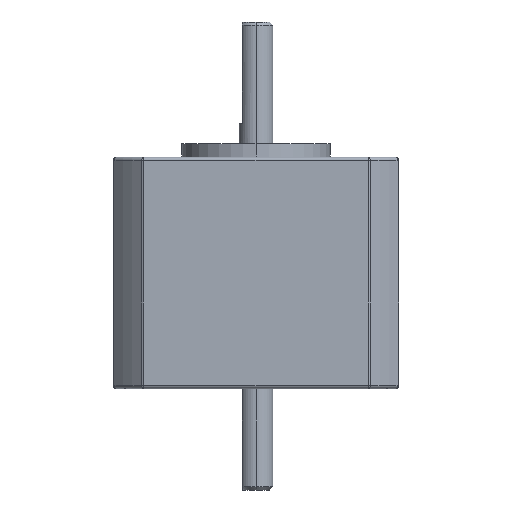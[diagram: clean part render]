
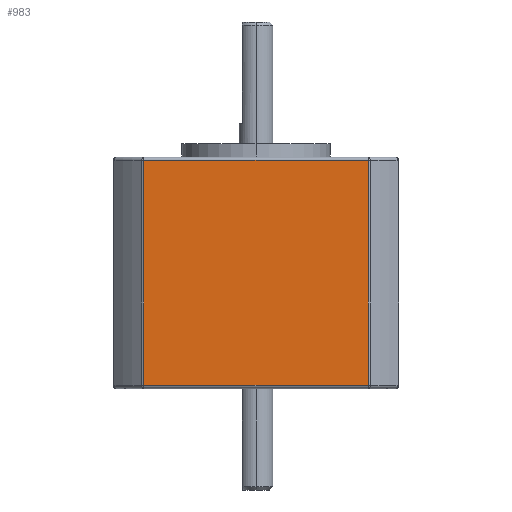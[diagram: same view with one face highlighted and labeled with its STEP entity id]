
A CAD part, left-side view. The second image highlights one B-rep face of the part: STEP entity #983.
In plain terms, the highlighted planar face has unit normal (-1, 0, 0).
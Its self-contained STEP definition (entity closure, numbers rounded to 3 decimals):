
#323 = EDGE_LOOP ( 'NONE', ( #551, #553, #552, #554 ) ) ;
#551 = ORIENTED_EDGE ( 'NONE', *, *, #821, .T. ) ;
#552 = ORIENTED_EDGE ( 'NONE', *, *, #822, .T. ) ;
#553 = ORIENTED_EDGE ( 'NONE', *, *, #820, .T. ) ;
#554 = ORIENTED_EDGE ( 'NONE', *, *, #823, .T. ) ;
#820 = EDGE_CURVE ( 'NONE', #1014, #1015, #1179, .T. ) ;
#821 = EDGE_CURVE ( 'NONE', #1013, #1014, #1180, .T. ) ;
#822 = EDGE_CURVE ( 'NONE', #1015, #1016, #1181, .T. ) ;
#823 = EDGE_CURVE ( 'NONE', #1016, #1013, #1182, .T. ) ;
#983 = ADVANCED_FACE ( 'NONE', ( #2279 ), #2043, .F. ) ;
#1013 = VERTEX_POINT ( 'NONE', #2114 ) ;
#1014 = VERTEX_POINT ( 'NONE', #2115 ) ;
#1015 = VERTEX_POINT ( 'NONE', #2116 ) ;
#1016 = VERTEX_POINT ( 'NONE', #2117 ) ;
#1179 = LINE ( 'NONE', #1509, #2463 ) ;
#1180 = LINE ( 'NONE', #1511, #1720 ) ;
#1181 = LINE ( 'NONE', #1513, #1721 ) ;
#1182 = LINE ( 'NONE', #1515, #1722 ) ;
#1509 = CARTESIAN_POINT ( 'NONE',  ( -21.15, 16.783, 33.8 ) ) ;
#1510 = DIRECTION ( 'NONE',  ( 0., 1., 0. ) ) ;
#1511 = CARTESIAN_POINT ( 'NONE',  ( -21.15, -16.608, 34.3 ) ) ;
#1512 = DIRECTION ( 'NONE',  ( 0., 0., 1. ) ) ;
#1513 = CARTESIAN_POINT ( 'NONE',  ( -21.15, 16.608, 34.3 ) ) ;
#1514 = DIRECTION ( 'NONE',  ( 0., 0., -1. ) ) ;
#1515 = CARTESIAN_POINT ( 'NONE',  ( -21.15, 16.783, 0.5 ) ) ;
#1516 = DIRECTION ( 'NONE',  ( 0., -1., 0. ) ) ;
#1720 = VECTOR ( 'NONE', #1512, 1000. ) ;
#1721 = VECTOR ( 'NONE', #1514, 1000. ) ;
#1722 = VECTOR ( 'NONE', #1516, 1000. ) ;
#2043 = PLANE ( 'NONE',  #2458 ) ;
#2044 = CARTESIAN_POINT ( 'NONE',  ( -21.15, 16.783, 34.3 ) ) ;
#2045 = DIRECTION ( 'NONE',  ( 1., 0., 0. ) ) ;
#2046 = DIRECTION ( 'NONE',  ( 0., 0., -1. ) ) ;
#2114 = CARTESIAN_POINT ( 'NONE',  ( -21.15, -16.608, 0.5 ) ) ;
#2115 = CARTESIAN_POINT ( 'NONE',  ( -21.15, -16.608, 33.8 ) ) ;
#2116 = CARTESIAN_POINT ( 'NONE',  ( -21.15, 16.608, 33.8 ) ) ;
#2117 = CARTESIAN_POINT ( 'NONE',  ( -21.15, 16.608, 0.5 ) ) ;
#2279 = FACE_OUTER_BOUND ( 'NONE', #323, .T. ) ;
#2458 = AXIS2_PLACEMENT_3D ( 'NONE', #2044, #2045, #2046 ) ;
#2463 = VECTOR ( 'NONE', #1510, 1000. ) ;
